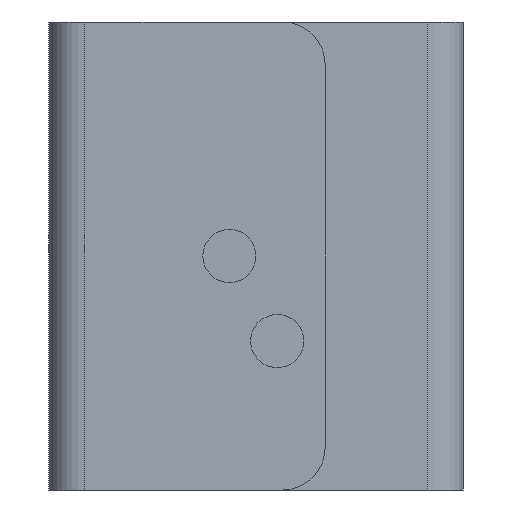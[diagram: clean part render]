
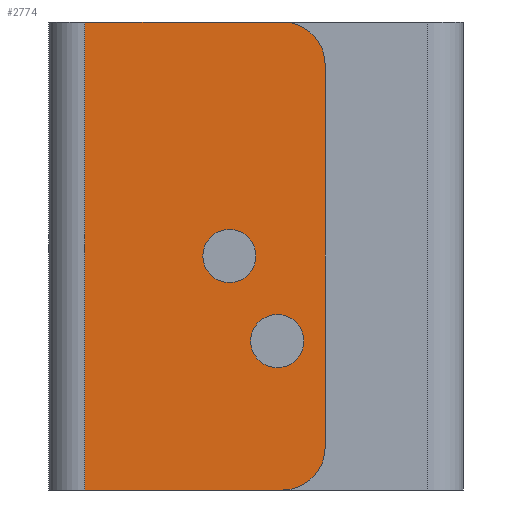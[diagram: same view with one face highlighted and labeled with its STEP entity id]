
A CAD part, left-side view. The second image highlights one B-rep face of the part: STEP entity #2774.
In plain terms, the highlighted planar face has unit normal (-1, 0, 0).
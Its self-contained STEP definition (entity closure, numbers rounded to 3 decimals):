
#1297=DIRECTION('',(0.,0.,-1.));
#1298=VECTOR('',#1297,44.);
#1299=CARTESIAN_POINT('',(-56.4,35.6,22.));
#1300=LINE('',#1299,#1298);
#1327=CARTESIAN_POINT('',(-56.4,17.,-18.));
#1328=DIRECTION('',(-1.,0.,0.));
#1329=DIRECTION('',(0.,0.,-1.));
#1330=AXIS2_PLACEMENT_3D('',#1327,#1328,#1329);
#1335=DIRECTION('',(0.,-1.,0.));
#1336=VECTOR('',#1335,18.6);
#1337=CARTESIAN_POINT('',(-56.4,35.6,-22.));
#1338=LINE('',#1337,#1336);
#1342=DIRECTION('',(0.,1.,0.));
#1343=VECTOR('',#1342,18.6);
#1344=CARTESIAN_POINT('',(-56.4,17.,22.));
#1345=LINE('',#1344,#1343);
#1349=CARTESIAN_POINT('',(-56.4,17.,18.));
#1350=DIRECTION('',(-1.,0.,0.));
#1351=DIRECTION('',(0.,-1.,0.));
#1352=AXIS2_PLACEMENT_3D('',#1349,#1350,#1351);
#1357=DIRECTION('',(0.,0.,1.));
#1358=VECTOR('',#1357,36.);
#1359=CARTESIAN_POINT('',(-56.4,13.,-18.));
#1360=LINE('',#1359,#1358);
#1364=CARTESIAN_POINT('',(-56.4,17.5,-8.));
#1365=DIRECTION('',(-1.,0.,0.));
#1366=DIRECTION('',(0.,0.,-1.));
#1367=AXIS2_PLACEMENT_3D('',#1364,#1365,#1366);
#1372=CARTESIAN_POINT('',(-56.4,17.5,-8.));
#1373=DIRECTION('',(-1.,0.,0.));
#1374=DIRECTION('',(0.,0.,1.));
#1375=AXIS2_PLACEMENT_3D('',#1372,#1373,#1374);
#1380=CARTESIAN_POINT('',(-56.4,22.,0.));
#1381=DIRECTION('',(-1.,0.,0.));
#1382=DIRECTION('',(0.,0.,-1.));
#1383=AXIS2_PLACEMENT_3D('',#1380,#1381,#1382);
#1388=CARTESIAN_POINT('',(-56.4,22.,0.));
#1389=DIRECTION('',(-1.,0.,0.));
#1390=DIRECTION('',(0.,0.,1.));
#1391=AXIS2_PLACEMENT_3D('',#1388,#1389,#1390);
#1734=CARTESIAN_POINT('',(-56.4,35.6,22.));
#1735=CARTESIAN_POINT('',(-56.4,35.6,-22.));
#1736=VERTEX_POINT('',#1734);
#1737=VERTEX_POINT('',#1735);
#1798=CARTESIAN_POINT('',(-56.4,17.,-22.));
#1799=CARTESIAN_POINT('',(-56.4,13.,-18.));
#1800=VERTEX_POINT('',#1798);
#1801=VERTEX_POINT('',#1799);
#1806=CARTESIAN_POINT('',(-56.4,13.,18.));
#1807=CARTESIAN_POINT('',(-56.4,17.,22.));
#1808=VERTEX_POINT('',#1806);
#1809=VERTEX_POINT('',#1807);
#1822=CARTESIAN_POINT('',(-56.4,22.,-2.5));
#1823=CARTESIAN_POINT('',(-56.4,22.,2.5));
#1824=VERTEX_POINT('',#1822);
#1825=VERTEX_POINT('',#1823);
#1826=CARTESIAN_POINT('',(-56.4,17.5,-10.5));
#1827=CARTESIAN_POINT('',(-56.4,17.5,-5.5));
#1828=VERTEX_POINT('',#1826);
#1829=VERTEX_POINT('',#1827);
#2744=CARTESIAN_POINT('',(-56.4,39.,-22.));
#2745=DIRECTION('',(-1.,0.,0.));
#2746=DIRECTION('',(0.,0.,-1.));
#2747=AXIS2_PLACEMENT_3D('',#2744,#2745,#2746);
#2748=PLANE('',#2747);
#2750=ORIENTED_EDGE('',*,*,#2749,.F.);
#2752=ORIENTED_EDGE('',*,*,#2751,.F.);
#2753=ORIENTED_EDGE('',*,*,#2735,.F.);
#2755=ORIENTED_EDGE('',*,*,#2754,.F.);
#2757=ORIENTED_EDGE('',*,*,#2756,.F.);
#2759=ORIENTED_EDGE('',*,*,#2758,.F.);
#2760=EDGE_LOOP('',(#2750,#2752,#2753,#2755,#2757,#2759));
#2761=FACE_OUTER_BOUND('',#2760,.F.);
#2763=ORIENTED_EDGE('',*,*,#2762,.T.);
#2765=ORIENTED_EDGE('',*,*,#2764,.T.);
#2766=EDGE_LOOP('',(#2763,#2765));
#2767=FACE_BOUND('',#2766,.F.);
#2769=ORIENTED_EDGE('',*,*,#2768,.T.);
#2771=ORIENTED_EDGE('',*,*,#2770,.T.);
#2772=EDGE_LOOP('',(#2769,#2771));
#2773=FACE_BOUND('',#2772,.F.);
#1331=CIRCLE('',#1330,4.);
#1353=CIRCLE('',#1352,4.);
#1368=CIRCLE('',#1367,2.5);
#1376=CIRCLE('',#1375,2.5);
#1384=CIRCLE('',#1383,2.5);
#1392=CIRCLE('',#1391,2.5);
#2735=EDGE_CURVE('',#1736,#1737,#1300,.T.);
#2749=EDGE_CURVE('',#1800,#1801,#1331,.T.);
#2751=EDGE_CURVE('',#1737,#1800,#1338,.T.);
#2754=EDGE_CURVE('',#1809,#1736,#1345,.T.);
#2756=EDGE_CURVE('',#1808,#1809,#1353,.T.);
#2758=EDGE_CURVE('',#1801,#1808,#1360,.T.);
#2762=EDGE_CURVE('',#1828,#1829,#1368,.T.);
#2764=EDGE_CURVE('',#1829,#1828,#1376,.T.);
#2768=EDGE_CURVE('',#1824,#1825,#1384,.T.);
#2770=EDGE_CURVE('',#1825,#1824,#1392,.T.);
#2774=ADVANCED_FACE('',(#2761,#2767,#2773),#2748,.T.);
